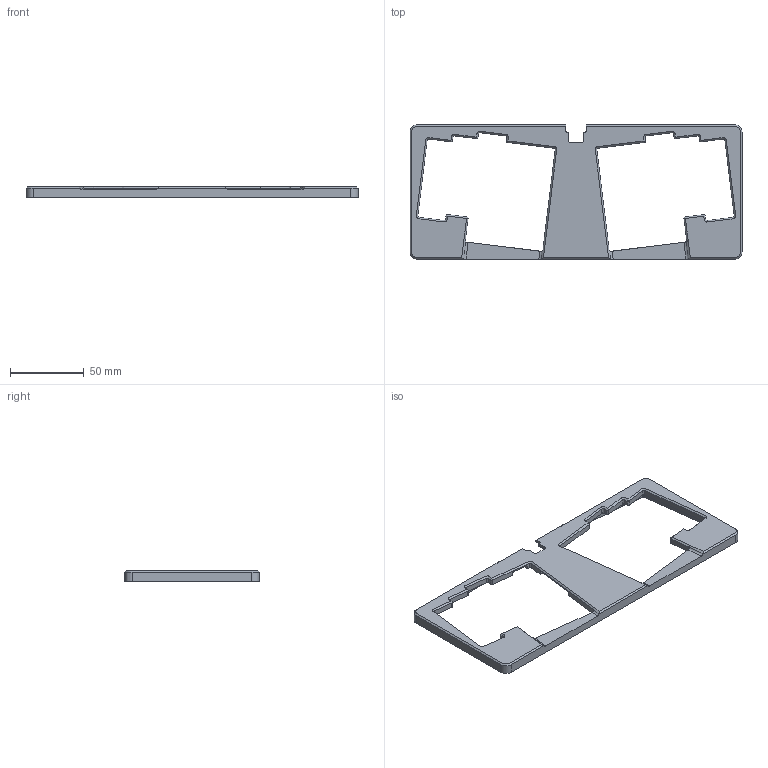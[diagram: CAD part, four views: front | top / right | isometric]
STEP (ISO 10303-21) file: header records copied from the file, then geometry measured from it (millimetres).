
FILE_DESCRIPTION(/* description */ ('STEP AP242','CAx-IF Rec.Pracs.---Representation and Presentation of Product Manufacturing Information (PMI)---4.0---2014-10-13'),/* implementation_level */ '2;1');
FILE_NAME(/* name */ 'm2x4 1425 Le Oeuf Case Top.step',/* time_stamp */ '2025-02-26T21:46:52-08:00',/* author */ (''),/* organization */ (''),/* preprocessor_version */ 'ST-DEVELOPER v20',/* originating_system */ 'Autodesk Translation Framework v13.20.0.188',/* authorisation */ '');
FILE_SCHEMA (('AP242_MANAGED_MODEL_BASED_3D_ENGINEERING_MIM_LF { 1 0 10303 442 1 1 4 }'));
Length unit declared in the file: millimetre
Products named in the file (1): le oeuf case
Bounding box: 225.12 x 91.15 x 7.33 mm (x, y, z)
Volume: 44764.2 mm3; surface area: 26547.3 mm2
Topology: 1 solids, 1 shells, 251 faces, 666 edges, 411 vertices
Faces by surface type: plane 153, cylinder 63, cone 29, bspline 5, torus 1
Full cylindrical faces by diameter (mm): 1.8 x8
Entity records: 8157 total; most frequent: CARTESIAN_POINT 1887, ORIENTED_EDGE 1312, DIRECTION 1285, EDGE_CURVE 656, LINE 493, VECTOR 493, VERTEX_POINT 411, AXIS2_PLACEMENT_3D 396
